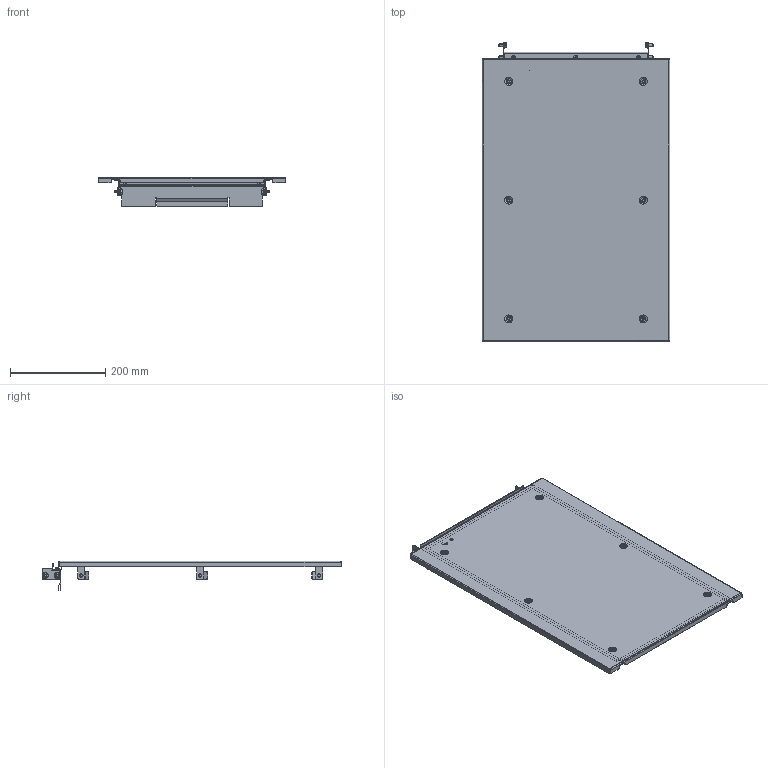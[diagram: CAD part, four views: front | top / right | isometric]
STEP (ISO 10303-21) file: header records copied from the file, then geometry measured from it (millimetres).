
FILE_DESCRIPTION (( 'STEP AP214' ), '1' );
FILE_NAME ('YKM40D-FO-PWS-060-040-54 FORMAT Ôàëüø_ïàíåëü âíåøíÿÿ 600õ400ìì IP54 (2øò_êîìïë) IEK.STEP', '2022-05-30T11:42:20', ( '' ), ( '' ), 'SwSTEP 2.0', 'SolidWorks 2017', '' );
FILE_SCHEMA (( 'AUTOMOTIVE_DESIGN' ));
Length unit declared in the file: millimetre
Products named in the file (1): YKM40D-FO-PWS-060-040-54 FORMAT Ôàëüø_ïàíåëü âíåøíÿÿ 600õ400ìì IP54 (2øò_êîìïë) IEK
Bounding box: 395 x 630.5 x 63.1 mm (x, y, z)
Volume: 508073.6 mm3; surface area: 667141.4 mm2
Topology: 46 solids, 46 shells, 2113 faces, 5188 edges, 3204 vertices
Faces by surface type: plane 1087, cylinder 728, cone 178, bspline 86, torus 28, sphere 6
Entity records: 95977 total; most frequent: CARTESIAN_POINT 23121, ORIENTED_EDGE 10368, DIRECTION 10214, EDGE_CURVE 5184, AXIS2_PLACEMENT_3D 3638, VERTEX_POINT 3204, LINE 2938, VECTOR 2938
